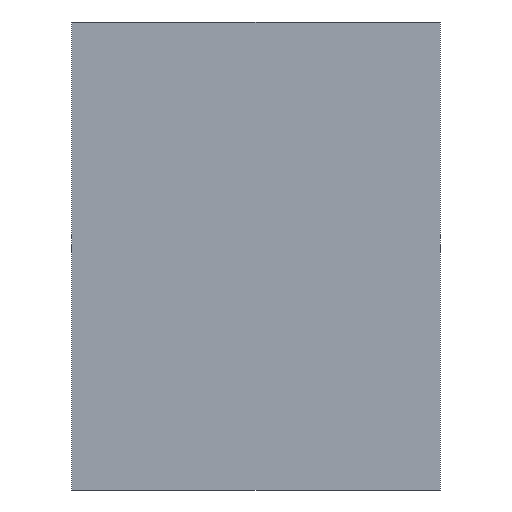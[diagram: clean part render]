
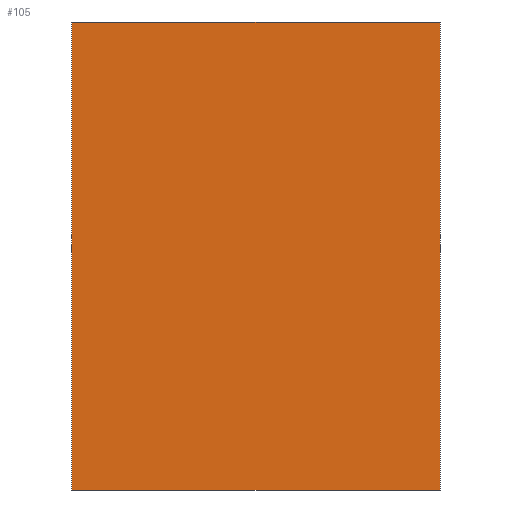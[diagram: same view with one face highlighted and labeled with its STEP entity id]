
A CAD part, front view. The second image highlights one B-rep face of the part: STEP entity #105.
In plain terms, the highlighted planar face has unit normal (0, -1, 0).
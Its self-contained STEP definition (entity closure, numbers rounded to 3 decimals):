
#19=FACE_OUTER_BOUND('',#25,.T.);
#25=EDGE_LOOP('',(#87,#88,#89,#90));
#27=LINE('',#151,#39);
#31=LINE('',#159,#43);
#34=LINE('',#165,#46);
#37=LINE('',#170,#49);
#39=VECTOR('',#125,10.);
#43=VECTOR('',#131,10.);
#46=VECTOR('',#136,10.);
#49=VECTOR('',#141,10.);
#51=VERTEX_POINT('',#149);
#52=VERTEX_POINT('',#150);
#55=VERTEX_POINT('',#158);
#57=VERTEX_POINT('',#164);
#59=EDGE_CURVE('',#51,#52,#27,.T.);
#63=EDGE_CURVE('',#52,#55,#31,.T.);
#66=EDGE_CURVE('',#55,#57,#34,.T.);
#69=EDGE_CURVE('',#57,#51,#37,.T.);
#87=ORIENTED_EDGE('',*,*,#69,.T.);
#88=ORIENTED_EDGE('',*,*,#59,.T.);
#89=ORIENTED_EDGE('',*,*,#63,.T.);
#90=ORIENTED_EDGE('',*,*,#66,.T.);
#99=PLANE('',#119);
#105=ADVANCED_FACE('',(#19),#99,.T.);
#119=AXIS2_PLACEMENT_3D('',#172,#143,#144);
#125=DIRECTION('',(0.,0.,1.));
#131=DIRECTION('',(-1.,0.,0.));
#136=DIRECTION('',(0.,0.,-1.));
#141=DIRECTION('',(1.,0.,0.));
#143=DIRECTION('center_axis',(0.,-1.,0.));
#144=DIRECTION('ref_axis',(0.,0.,-1.));
#149=CARTESIAN_POINT('',(3.9,0.,0.));
#150=CARTESIAN_POINT('',(3.9,0.,4.95));
#151=CARTESIAN_POINT('',(3.9,0.,0.));
#158=CARTESIAN_POINT('',(0.,0.,4.95));
#159=CARTESIAN_POINT('',(3.9,0.,4.95));
#164=CARTESIAN_POINT('',(0.,0.,0.));
#165=CARTESIAN_POINT('',(0.,0.,4.95));
#170=CARTESIAN_POINT('',(0.,0.,0.));
#172=CARTESIAN_POINT('Origin',(1.95,0.,2.475));
